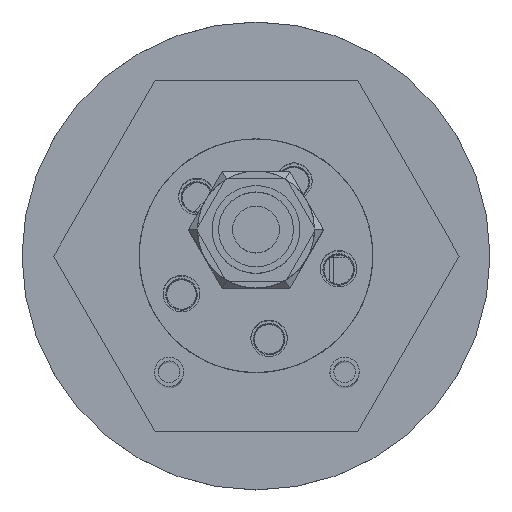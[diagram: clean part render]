
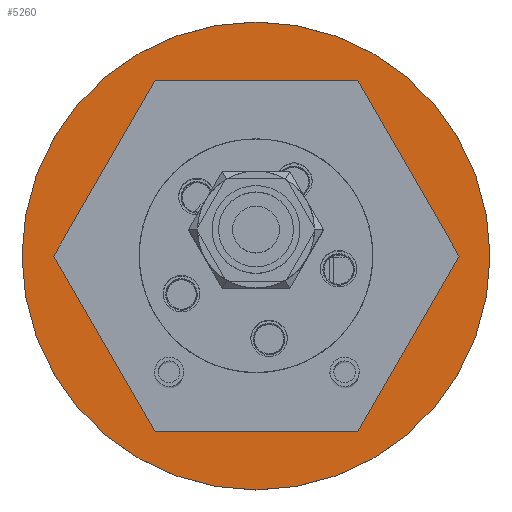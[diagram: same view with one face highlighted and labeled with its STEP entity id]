
A CAD part, top view. The second image highlights one B-rep face of the part: STEP entity #5260.
In plain terms, the highlighted planar face has unit normal (0, 0, 1).
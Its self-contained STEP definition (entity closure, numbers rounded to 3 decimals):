
#4057=PLANE('',#16345);
#4516=FACE_BOUND('',#6986,.T.);
#4517=FACE_BOUND('',#6987,.T.);
#5260=ADVANCED_FACE('',(#4516,#4517),#4057,.T.);
#6986=EDGE_LOOP('',(#11786));
#6987=EDGE_LOOP('',(#11787));
#11786=ORIENTED_EDGE('',*,*,#14460,.T.);
#11787=ORIENTED_EDGE('',*,*,#14462,.F.);
#12968=VERTEX_POINT('',#23185);
#12970=VERTEX_POINT('',#23190);
#14460=EDGE_CURVE('',#12968,#12968,#15105,.T.);
#14462=EDGE_CURVE('',#12970,#12970,#15107,.T.);
#15105=CIRCLE('',#16339,25.4);
#15107=CIRCLE('',#16342,13.03);
#16339=AXIS2_PLACEMENT_3D('',#23184,#19715,#19716);
#16342=AXIS2_PLACEMENT_3D('',#23189,#19721,#19722);
#16345=AXIS2_PLACEMENT_3D('',#23193,#19727,#19728);
#19715=DIRECTION('',(0.,0.,1.));
#19716=DIRECTION('',(1.,0.,0.));
#19721=DIRECTION('',(0.,0.,1.));
#19722=DIRECTION('',(1.,0.,0.));
#19727=DIRECTION('',(0.,0.,1.));
#19728=DIRECTION('',(-1.,0.,0.));
#23184=CARTESIAN_POINT('',(12.7,14.224,623.049));
#23185=CARTESIAN_POINT('',(38.1,14.224,623.049));
#23189=CARTESIAN_POINT('',(12.7,14.224,623.049));
#23190=CARTESIAN_POINT('',(25.73,14.224,623.049));
#23193=CARTESIAN_POINT('',(12.7,14.224,623.049));
